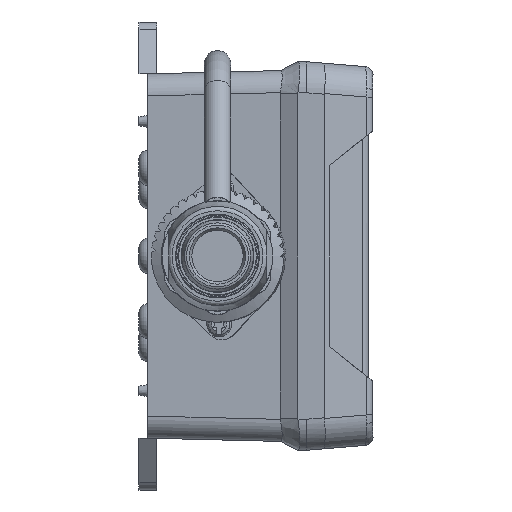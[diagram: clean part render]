
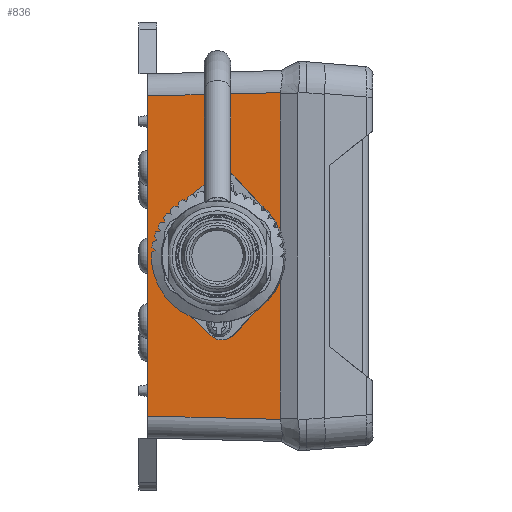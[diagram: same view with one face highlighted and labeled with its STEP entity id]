
A CAD part, front view. The second image highlights one B-rep face of the part: STEP entity #836.
In plain terms, the highlighted planar face has unit normal (-0.025, -1, 0).
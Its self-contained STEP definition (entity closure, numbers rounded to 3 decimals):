
#836 = ADVANCED_FACE( '', ( #2141 ), #2142, .T. );
#2141 = FACE_OUTER_BOUND( '', #5274, .T. );
#2142 = PLANE( '', #5275 );
#5274 = EDGE_LOOP( '', ( #10505, #10506, #10507, #10508, #10509, #10510, #10511, #10512, #10513, #10514, #10515, #10516, #10517, #10518, #10519, #10520 ) );
#5275 = AXIS2_PLACEMENT_3D( '', #10521, #10522, #10523 );
#10505 = ORIENTED_EDGE( '', *, *, #15275, .T. );
#10506 = ORIENTED_EDGE( '', *, *, #15276, .F. );
#10507 = ORIENTED_EDGE( '', *, *, #15277, .F. );
#10508 = ORIENTED_EDGE( '', *, *, #15278, .F. );
#10509 = ORIENTED_EDGE( '', *, *, #14966, .T. );
#10510 = ORIENTED_EDGE( '', *, *, #15279, .T. );
#10511 = ORIENTED_EDGE( '', *, *, #15280, .T. );
#10512 = ORIENTED_EDGE( '', *, *, #14956, .F. );
#10513 = ORIENTED_EDGE( '', *, *, #15281, .F. );
#10514 = ORIENTED_EDGE( '', *, *, #15282, .F. );
#10515 = ORIENTED_EDGE( '', *, *, #15283, .T. );
#10516 = ORIENTED_EDGE( '', *, *, #15284, .F. );
#10517 = ORIENTED_EDGE( '', *, *, #14760, .T. );
#10518 = ORIENTED_EDGE( '', *, *, #15285, .F. );
#10519 = ORIENTED_EDGE( '', *, *, #15286, .T. );
#10520 = ORIENTED_EDGE( '', *, *, #15287, .F. );
#10521 = CARTESIAN_POINT( '', ( 14.22, 197.5, -85.553 ) );
#10522 = DIRECTION( '', ( -0.025, -1., 0. ) );
#10523 = DIRECTION( '', ( -1., 0.025, 0. ) );
#14760 = EDGE_CURVE( '', #16866, #16870, #16872, .T. );
#14956 = EDGE_CURVE( '', #17216, #17218, #17219, .T. );
#14966 = EDGE_CURVE( '', #17230, #17234, #17236, .T. );
#15275 = EDGE_CURVE( '', #17757, #17758, #17759, .T. );
#15276 = EDGE_CURVE( '', #17760, #17758, #17761, .T. );
#15277 = EDGE_CURVE( '', #17762, #17760, #17763, .T. );
#15278 = EDGE_CURVE( '', #17230, #17762, #17764, .T. );
#15279 = EDGE_CURVE( '', #17234, #17765, #17766, .T. );
#15280 = EDGE_CURVE( '', #17765, #17218, #17767, .T. );
#15281 = EDGE_CURVE( '', #17768, #17216, #17769, .T. );
#15282 = EDGE_CURVE( '', #17770, #17768, #17771, .T. );
#15283 = EDGE_CURVE( '', #17770, #17772, #17773, .T. );
#15284 = EDGE_CURVE( '', #16866, #17772, #17774, .T. );
#15285 = EDGE_CURVE( '', #17775, #16870, #17776, .T. );
#15286 = EDGE_CURVE( '', #17775, #17777, #17778, .T. );
#15287 = EDGE_CURVE( '', #17757, #17777, #17779, .T. );
#16866 = VERTEX_POINT( '', #20806 );
#16870 = VERTEX_POINT( '', #20812 );
#16872 = LINE( '', #20815, #20816 );
#17216 = VERTEX_POINT( '', #21628 );
#17218 = VERTEX_POINT( '', #21631 );
#17219 = CIRCLE( '', #21632, 2.121 );
#17230 = VERTEX_POINT( '', #21660 );
#17234 = VERTEX_POINT( '', #21682 );
#17236 = LINE( '', #21684, #21685 );
#17757 = VERTEX_POINT( '', #22739 );
#17758 = VERTEX_POINT( '', #22740 );
#17759 = LINE( '', #22741, #22742 );
#17760 = VERTEX_POINT( '', #22743 );
#17761 = CIRCLE( '', #22744, 14.5 );
#17762 = VERTEX_POINT( '', #22745 );
#17763 = LINE( '', #22746, #22747 );
#17764 = CIRCLE( '', #22748, 2.121 );
#17765 = VERTEX_POINT( '', #22749 );
#17766 = LINE( '', #22750, #22751 );
#17767 = LINE( '', #22752, #22753 );
#17768 = VERTEX_POINT( '', #22754 );
#17769 = LINE( '', #22755, #22756 );
#17770 = VERTEX_POINT( '', #22757 );
#17771 = CIRCLE( '', #22758, 14.5 );
#17772 = VERTEX_POINT( '', #22759 );
#17773 = LINE( '', #22760, #22761 );
#17774 = CIRCLE( '', #22762, 3.5 );
#17775 = VERTEX_POINT( '', #22763 );
#17776 = CIRCLE( '', #22764, 14.5 );
#17777 = VERTEX_POINT( '', #22765 );
#17778 = LINE( '', #22766, #22767 );
#17779 = CIRCLE( '', #22768, 3.5 );
#20806 = CARTESIAN_POINT( '', ( -1.372, 197.89, -18.042 ) );
#20812 = CARTESIAN_POINT( '', ( -9.287, 198.088, -10.496 ) );
#20815 = CARTESIAN_POINT( '', ( 40.504, 196.843, -57.97 ) );
#20816 = VECTOR( '', #27199, 1000. );
#21628 = CARTESIAN_POINT( '', ( 14.22, 197.5, -36.732 ) );
#21631 = CARTESIAN_POINT( '', ( 14.237, 197.5, -37.002 ) );
#21632 = AXIS2_PLACEMENT_3D( '', #27439, #27440, #27441 );
#21660 = CARTESIAN_POINT( '', ( 14.237, 197.5, 37.002 ) );
#21682 = CARTESIAN_POINT( '', ( -15.78, 198.25, 36.252 ) );
#21684 = CARTESIAN_POINT( '', ( 14.237, 197.5, 37.002 ) );
#21685 = VECTOR( '', #27455, 1000. );
#22739 = CARTESIAN_POINT( '', ( 4.073, 197.754, 17.849 ) );
#22740 = CARTESIAN_POINT( '', ( 11.434, 197.57, 9.761 ) );
#22741 = CARTESIAN_POINT( '', ( 60.13, 196.352, -43.745 ) );
#22742 = VECTOR( '', #27816, 1000. );
#22743 = CARTESIAN_POINT( '', ( 14.22, 197.5, 5.268 ) );
#22744 = AXIS2_PLACEMENT_3D( '', #27817, #27818, #27819 );
#22745 = CARTESIAN_POINT( '', ( 14.22, 197.5, 36.732 ) );
#22746 = CARTESIAN_POINT( '', ( 14.22, 197.5, -85.553 ) );
#22747 = VECTOR( '', #27820, 1000. );
#22748 = AXIS2_PLACEMENT_3D( '', #27821, #27822, #27823 );
#22749 = CARTESIAN_POINT( '', ( -15.78, 198.25, -36.252 ) );
#22750 = CARTESIAN_POINT( '', ( -15.78, 198.25, -85.553 ) );
#22751 = VECTOR( '', #27824, 1000. );
#22752 = CARTESIAN_POINT( '', ( -15.78, 198.25, -36.252 ) );
#22753 = VECTOR( '', #27825, 1000. );
#22754 = CARTESIAN_POINT( '', ( 14.22, 197.5, -5.268 ) );
#22755 = CARTESIAN_POINT( '', ( 14.22, 197.5, -85.553 ) );
#22756 = VECTOR( '', #27826, 1000. );
#22757 = CARTESIAN_POINT( '', ( 11.15, 197.577, -10.064 ) );
#22758 = AXIS2_PLACEMENT_3D( '', #27827, #27828, #27829 );
#22759 = CARTESIAN_POINT( '', ( 3.561, 197.766, -17.938 ) );
#22760 = CARTESIAN_POINT( '', ( -25.078, 198.482, -47.65 ) );
#22761 = VECTOR( '', #27830, 1000. );
#22762 = AXIS2_PLACEMENT_3D( '', #27831, #27832, #27833 );
#22763 = CARTESIAN_POINT( '', ( -8.982, 198.08, 10.778 ) );
#22764 = AXIS2_PLACEMENT_3D( '', #27834, #27835, #27836 );
#22765 = CARTESIAN_POINT( '', ( -0.855, 197.877, 18.094 ) );
#22766 = CARTESIAN_POINT( '', ( -44.046, 198.957, -20.788 ) );
#22767 = VECTOR( '', #27837, 1000. );
#22768 = AXIS2_PLACEMENT_3D( '', #27838, #27839, #27840 );
#27199 = DIRECTION( '', ( -0.724, 0.018, 0.69 ) );
#27439 = CARTESIAN_POINT( '', ( 16.34, 197.447, -36.731 ) );
#27440 = DIRECTION( '', ( -0.025, -1., 0. ) );
#27441 = DIRECTION( '', ( -1., 0.025, -0.001 ) );
#27455 = DIRECTION( '', ( -0.999, 0.025, -0.025 ) );
#27816 = DIRECTION( '', ( 0.673, -0.017, -0.739 ) );
#27817 = CARTESIAN_POINT( '', ( 0.715, 197.838, 0. ) );
#27818 = DIRECTION( '', ( -0.025, -1., 0. ) );
#27819 = DIRECTION( '', ( 1., -0.025, 0. ) );
#27820 = DIRECTION( '', ( 0., 0., -1. ) );
#27821 = CARTESIAN_POINT( '', ( 16.34, 197.447, 36.731 ) );
#27822 = DIRECTION( '', ( -0.025, -1., 0. ) );
#27823 = DIRECTION( '', ( -0.991, 0.025, 0.128 ) );
#27824 = DIRECTION( '', ( 0., 0., -1. ) );
#27825 = DIRECTION( '', ( 0.999, -0.025, -0.025 ) );
#27826 = DIRECTION( '', ( 0., 0., -1. ) );
#27827 = CARTESIAN_POINT( '', ( 0.715, 197.838, 0. ) );
#27828 = DIRECTION( '', ( -0.025, -1., 0. ) );
#27829 = DIRECTION( '', ( 1., -0.025, 0. ) );
#27830 = DIRECTION( '', ( -0.694, 0.017, -0.72 ) );
#27831 = CARTESIAN_POINT( '', ( 1.042, 197.829, -15.509 ) );
#27832 = DIRECTION( '', ( -0.025, -1., 0. ) );
#27833 = DIRECTION( '', ( 1., -0.025, 0. ) );
#27834 = CARTESIAN_POINT( '', ( 0.715, 197.838, 0. ) );
#27835 = DIRECTION( '', ( -0.025, -1., 0. ) );
#27836 = DIRECTION( '', ( 1., -0.025, 0. ) );
#27837 = DIRECTION( '', ( 0.743, -0.019, 0.669 ) );
#27838 = CARTESIAN_POINT( '', ( 1.486, 197.818, 15.493 ) );
#27839 = DIRECTION( '', ( -0.025, -1., 0. ) );
#27840 = DIRECTION( '', ( 1., -0.025, 0. ) );
